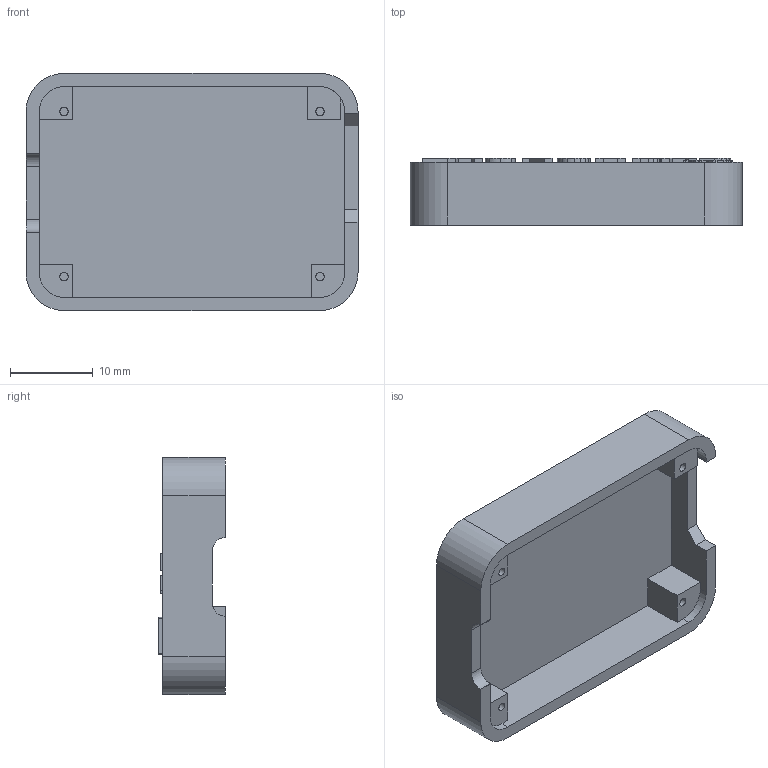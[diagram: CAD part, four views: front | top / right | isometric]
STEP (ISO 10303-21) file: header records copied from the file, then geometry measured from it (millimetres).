
FILE_DESCRIPTION(/* description */ (''),/* implementation_level */ '2;1');
FILE_NAME(/* name */ 'Top Piece.step',/* time_stamp */ '2020-05-11T17:26:45-07:00',/* author */ (''),/* organization */ (''),/* preprocessor_version */ 'ST-DEVELOPER v18.1',/* originating_system */ 'Autodesk Translation Framework v9.2.0.1227',/* authorisation */ '');
FILE_SCHEMA (('AUTOMOTIVE_DESIGN { 1 0 10303 214 3 1 1 }'));
Length unit declared in the file: millimetre
Products named in the file (1): Top Piece
Bounding box: 40.2 x 8.1 x 28.7 mm (x, y, z)
Volume: 3240 mm3; surface area: 4102.6 mm2
Topology: 1 solids, 1 shells, 332 faces, 912 edges, 608 vertices
Faces by surface type: plane 190, bspline 128, cylinder 14
Full cylindrical faces by diameter (mm): 1 x4
Entity records: 11665 total; most frequent: CARTESIAN_POINT 4029, ORIENTED_EDGE 1824, DIRECTION 1095, EDGE_CURVE 912, LINE 627, VECTOR 627, VERTEX_POINT 608, EDGE_LOOP 358
